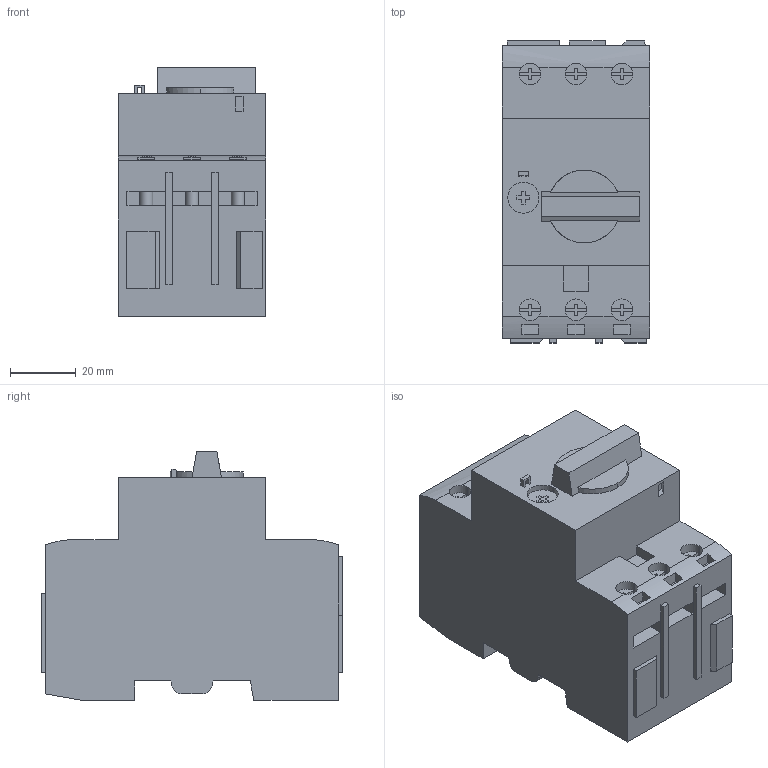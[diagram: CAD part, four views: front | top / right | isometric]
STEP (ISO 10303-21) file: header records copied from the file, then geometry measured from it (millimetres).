
FILE_DESCRIPTION( ( '' ), '1' );
FILE_NAME( 'pkzm0.stp', '2010-03-05T08:02:30', ( '' ), ( '' ), ' ', ' ', ' ' );
FILE_SCHEMA( ( 'CONFIG_CONTROL_DESIGN' ) );
Length unit declared in the file: millimetre
Products named in the file (1): 1
Bounding box: 45 x 92.2 x 76 mm (x, y, z)
Volume: 226442.2 mm3; surface area: 29539.8 mm2
Topology: 1 solids, 1 shells, 249 faces, 681 edges, 454 vertices
Faces by surface type: plane 214, cylinder 35
Entity records: 8014 total; most frequent: CARTESIAN_POINT 1514, ORIENTED_EDGE 1362, DIRECTION 1285, EDGE_CURVE 681, LINE 565, VECTOR 565, VERTEX_POINT 454, AXIS2_PLACEMENT_3D 360
